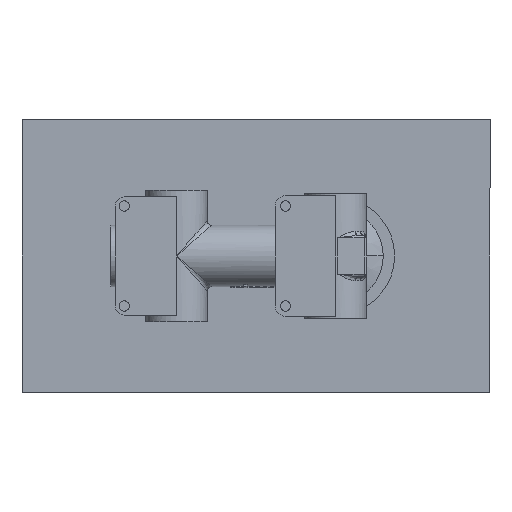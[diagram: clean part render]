
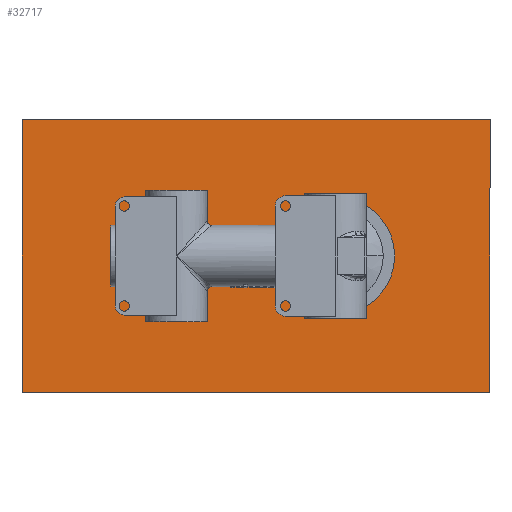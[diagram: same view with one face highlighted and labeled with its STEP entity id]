
A CAD part, left-side view. The second image highlights one B-rep face of the part: STEP entity #32717.
In plain terms, the highlighted planar face has unit normal (-1, 0, 0).
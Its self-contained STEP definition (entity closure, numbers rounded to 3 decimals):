
#315 = DIRECTION ( 'NONE',  ( 1., 0., 0. ) ) ;
#1536 = VECTOR ( 'NONE', #28709, 1000. ) ;
#2353 = DIRECTION ( 'NONE',  ( 1., 0., 0. ) ) ;
#2949 = DIRECTION ( 'NONE',  ( 0., 0., -1. ) ) ;
#3546 = CARTESIAN_POINT ( 'NONE',  ( 45., 30., 0. ) ) ;
#3723 = VERTEX_POINT ( 'NONE', #43229 ) ;
#3922 = CARTESIAN_POINT ( 'NONE',  ( 45., -5., 0. ) ) ;
#3935 = CARTESIAN_POINT ( 'NONE',  ( 45., -40., 21. ) ) ;
#4619 = VERTEX_POINT ( 'NONE', #23571 ) ;
#4679 = CARTESIAN_POINT ( 'NONE',  ( 45., -40., 0. ) ) ;
#5050 = DIRECTION ( 'NONE',  ( 0., 0., 1. ) ) ;
#5075 = FACE_BOUND ( 'NONE', #8657, .T. ) ;
#5797 = EDGE_CURVE ( 'NONE', #33445, #32211, #34776, .T. ) ;
#6243 = LINE ( 'NONE', #33088, #20665 ) ;
#6337 = AXIS2_PLACEMENT_3D ( 'NONE', #3922, #315, #17339 ) ;
#6897 = VERTEX_POINT ( 'NONE', #10224 ) ;
#8657 = EDGE_LOOP ( 'NONE', ( #26512, #26618 ) ) ;
#9378 = DIRECTION ( 'NONE',  ( 0., 0., -1. ) ) ;
#10224 = CARTESIAN_POINT ( 'NONE',  ( 45., -108., -60. ) ) ;
#10530 = DIRECTION ( 'NONE',  ( 1., 0., 0. ) ) ;
#10680 = CARTESIAN_POINT ( 'NONE',  ( 45., 30., 0. ) ) ;
#13083 = AXIS2_PLACEMENT_3D ( 'NONE', #3546, #37469, #2949 ) ;
#13921 = EDGE_CURVE ( 'NONE', #32211, #33445, #20291, .T. ) ;
#14411 = EDGE_CURVE ( 'NONE', #6897, #3723, #22392, .T. ) ;
#14864 = CARTESIAN_POINT ( 'NONE',  ( 45., -108., 60. ) ) ;
#15273 = DIRECTION ( 'NONE',  ( 0., 0., -1. ) ) ;
#15278 = LINE ( 'NONE', #24791, #18471 ) ;
#15510 = VERTEX_POINT ( 'NONE', #43239 ) ;
#16172 = ORIENTED_EDGE ( 'NONE', *, *, #37381, .T. ) ;
#16970 = CARTESIAN_POINT ( 'NONE',  ( 45., -40., -21. ) ) ;
#17339 = DIRECTION ( 'NONE',  ( 0., 0., -1. ) ) ;
#17401 = LINE ( 'NONE', #14864, #24375 ) ;
#18471 = VECTOR ( 'NONE', #5050, 1000. ) ;
#19316 = EDGE_CURVE ( 'NONE', #3723, #4619, #15278, .T. ) ;
#19660 = EDGE_CURVE ( 'NONE', #4619, #41203, #17401, .T. ) ;
#20251 = VERTEX_POINT ( 'NONE', #41185 ) ;
#20291 = CIRCLE ( 'NONE', #22257, 21. ) ;
#20665 = VECTOR ( 'NONE', #9378, 1000. ) ;
#21122 = ORIENTED_EDGE ( 'NONE', *, *, #19660, .F. ) ;
#22257 = AXIS2_PLACEMENT_3D ( 'NONE', #43386, #2353, #36420 ) ;
#22392 = LINE ( 'NONE', #41832, #1536 ) ;
#22685 = FACE_OUTER_BOUND ( 'NONE', #23515, .T. ) ;
#23281 = EDGE_LOOP ( 'NONE', ( #28000, #16172 ) ) ;
#23344 = EDGE_CURVE ( 'NONE', #15510, #20251, #32705, .T. ) ;
#23515 = EDGE_LOOP ( 'NONE', ( #21122, #42210, #39243, #34318 ) ) ;
#23571 = CARTESIAN_POINT ( 'NONE',  ( 45., 98., 60. ) ) ;
#24375 = VECTOR ( 'NONE', #39128, 1000. ) ;
#24791 = CARTESIAN_POINT ( 'NONE',  ( 45., 98., -60. ) ) ;
#26512 = ORIENTED_EDGE ( 'NONE', *, *, #5797, .T. ) ;
#26618 = ORIENTED_EDGE ( 'NONE', *, *, #13921, .T. ) ;
#28000 = ORIENTED_EDGE ( 'NONE', *, *, #23344, .T. ) ;
#28151 = EDGE_CURVE ( 'NONE', #41203, #6897, #6243, .T. ) ;
#28673 = FACE_BOUND ( 'NONE', #23281, .T. ) ;
#28709 = DIRECTION ( 'NONE',  ( 0., 1., 0. ) ) ;
#30464 = PLANE ( 'NONE',  #6337 ) ;
#31042 = AXIS2_PLACEMENT_3D ( 'NONE', #10680, #10530, #31510 ) ;
#31510 = DIRECTION ( 'NONE',  ( 0., 0., -1. ) ) ;
#32211 = VERTEX_POINT ( 'NONE', #16970 ) ;
#32705 = CIRCLE ( 'NONE', #31042, 12.5 ) ;
#32717 = ADVANCED_FACE ( 'NONE', ( #22685, #28673, #5075 ), #30464, .F. ) ;
#33088 = CARTESIAN_POINT ( 'NONE',  ( 45., -108., -60. ) ) ;
#33445 = VERTEX_POINT ( 'NONE', #3935 ) ;
#34318 = ORIENTED_EDGE ( 'NONE', *, *, #28151, .F. ) ;
#34776 = CIRCLE ( 'NONE', #39652, 21. ) ;
#36420 = DIRECTION ( 'NONE',  ( 0., 0., -1. ) ) ;
#37381 = EDGE_CURVE ( 'NONE', #20251, #15510, #38520, .T. ) ;
#37469 = DIRECTION ( 'NONE',  ( 1., 0., 0. ) ) ;
#38520 = CIRCLE ( 'NONE', #13083, 12.5 ) ;
#39128 = DIRECTION ( 'NONE',  ( 0., -1., 0. ) ) ;
#39243 = ORIENTED_EDGE ( 'NONE', *, *, #14411, .F. ) ;
#39652 = AXIS2_PLACEMENT_3D ( 'NONE', #4679, #42546, #15273 ) ;
#40689 = CARTESIAN_POINT ( 'NONE',  ( 45., -108., 60. ) ) ;
#41185 = CARTESIAN_POINT ( 'NONE',  ( 45., 30., -12.5 ) ) ;
#41203 = VERTEX_POINT ( 'NONE', #40689 ) ;
#41832 = CARTESIAN_POINT ( 'NONE',  ( 45., -108., -60. ) ) ;
#42210 = ORIENTED_EDGE ( 'NONE', *, *, #19316, .F. ) ;
#42546 = DIRECTION ( 'NONE',  ( 1., 0., 0. ) ) ;
#43229 = CARTESIAN_POINT ( 'NONE',  ( 45., 98., -60. ) ) ;
#43239 = CARTESIAN_POINT ( 'NONE',  ( 45., 30., 12.5 ) ) ;
#43386 = CARTESIAN_POINT ( 'NONE',  ( 45., -40., 0. ) ) ;
